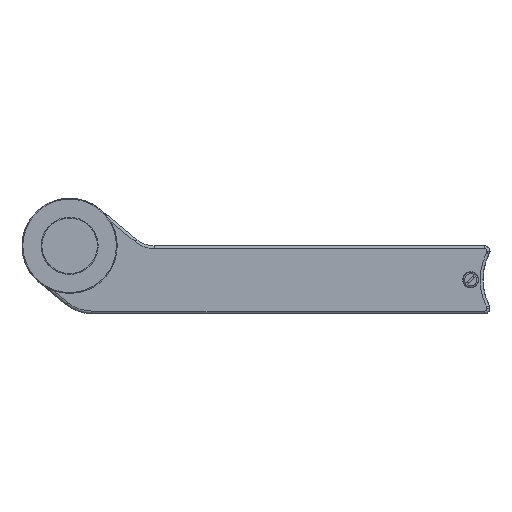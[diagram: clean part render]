
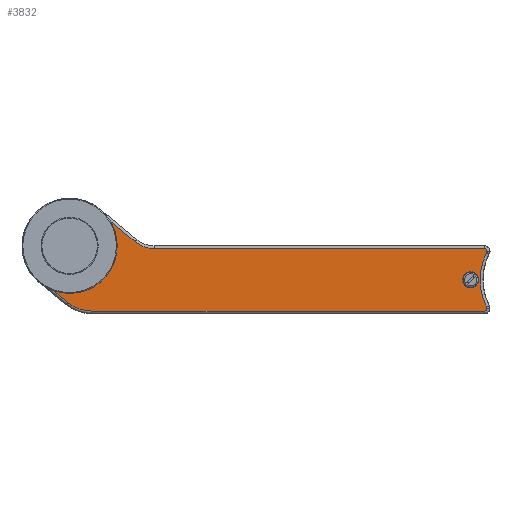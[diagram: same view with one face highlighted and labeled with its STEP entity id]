
A CAD part, left-side view. The second image highlights one B-rep face of the part: STEP entity #3832.
In plain terms, the highlighted planar face has unit normal (-1, 0, 0).
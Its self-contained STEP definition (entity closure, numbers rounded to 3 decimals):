
#95 = PLANE ( 'NONE',  #205 ) ;
#97 = FACE_OUTER_BOUND ( 'NONE', #3544, .T. ) ;
#99 = DIRECTION ( 'NONE',  ( 0., 0., -1. ) ) ;
#100 = DIRECTION ( 'NONE',  ( 1., 0., 0. ) ) ;
#101 = CARTESIAN_POINT ( 'NONE',  ( -182., 0., 0. ) ) ;
#205 = AXIS2_PLACEMENT_3D ( 'NONE', #101, #100, #99 ) ;
#3517 = VERTEX_POINT ( 'NONE', #7500 ) ;
#3518 = ORIENTED_EDGE ( 'NONE', *, *, #3519, .T. ) ;
#3519 = EDGE_CURVE ( 'NONE', #6856, #3536, #7494, .T. ) ;
#3521 = ORIENTED_EDGE ( 'NONE', *, *, #6816, .T. ) ;
#3522 = ORIENTED_EDGE ( 'NONE', *, *, #6640, .T. ) ;
#3523 = ORIENTED_EDGE ( 'NONE', *, *, #3553, .T. ) ;
#3525 = ORIENTED_EDGE ( 'NONE', *, *, #3547, .T. ) ;
#3530 = EDGE_CURVE ( 'NONE', #6878, #3537, #7409, .T. ) ;
#3531 = EDGE_CURVE ( 'NONE', #3557, #3517, #7405, .T. ) ;
#3532 = ORIENTED_EDGE ( 'NONE', *, *, #3533, .T. ) ;
#3533 = EDGE_CURVE ( 'NONE', #3517, #6792, #7401, .T. ) ;
#3534 = VERTEX_POINT ( 'NONE', #7396 ) ;
#3535 = ORIENTED_EDGE ( 'NONE', *, *, #3540, .T. ) ;
#3536 = VERTEX_POINT ( 'NONE', #7395 ) ;
#3537 = VERTEX_POINT ( 'NONE', #7394 ) ;
#3538 = ORIENTED_EDGE ( 'NONE', *, *, #3530, .T. ) ;
#3539 = VERTEX_POINT ( 'NONE', #7393 ) ;
#3540 = EDGE_CURVE ( 'NONE', #3537, #3557, #7392, .T. ) ;
#3541 = ORIENTED_EDGE ( 'NONE', *, *, #3531, .T. ) ;
#3544 = EDGE_LOOP ( 'NONE', ( #3523, #3525, #3522, #3521, #3538, #3535, #3541, #3532, #3555, #3556, #3545, #3552, #3518 ) ) ;
#3545 = ORIENTED_EDGE ( 'NONE', *, *, #3551, .T. ) ;
#3546 = EDGE_CURVE ( 'NONE', #6787, #3534, #7387, .T. ) ;
#3547 = EDGE_CURVE ( 'NONE', #3539, #6658, #7318, .T. ) ;
#3551 = EDGE_CURVE ( 'NONE', #3534, #6857, #7305, .T. ) ;
#3552 = ORIENTED_EDGE ( 'NONE', *, *, #6789, .T. ) ;
#3553 = EDGE_CURVE ( 'NONE', #3536, #3539, #7300, .T. ) ;
#3554 = EDGE_CURVE ( 'NONE', #6887, #6892, #7295, .T. ) ;
#3555 = ORIENTED_EDGE ( 'NONE', *, *, #6850, .T. ) ;
#3556 = ORIENTED_EDGE ( 'NONE', *, *, #3546, .T. ) ;
#3557 = VERTEX_POINT ( 'NONE', #7290 ) ;
#3560 = ORIENTED_EDGE ( 'NONE', *, *, #6886, .T. ) ;
#3832 = ADVANCED_FACE ( 'NONE', ( #10332, #97 ), #95, .F. ) ;
#3833 = ORIENTED_EDGE ( 'NONE', *, *, #3554, .T. ) ;
#3837 = EDGE_LOOP ( 'NONE', ( #3833, #3560 ) ) ;
#6640 = EDGE_CURVE ( 'NONE', #6658, #6817, #9119, .T. ) ;
#6658 = VERTEX_POINT ( 'NONE', #9262 ) ;
#6787 = VERTEX_POINT ( 'NONE', #9418 ) ;
#6789 = EDGE_CURVE ( 'NONE', #6857, #6856, #9412, .T. ) ;
#6792 = VERTEX_POINT ( 'NONE', #9468 ) ;
#6816 = EDGE_CURVE ( 'NONE', #6817, #6878, #9362, .T. ) ;
#6817 = VERTEX_POINT ( 'NONE', #9353 ) ;
#6850 = EDGE_CURVE ( 'NONE', #6792, #6787, #9334, .T. ) ;
#6856 = VERTEX_POINT ( 'NONE', #9323 ) ;
#6857 = VERTEX_POINT ( 'NONE', #9322 ) ;
#6878 = VERTEX_POINT ( 'NONE', #9558 ) ;
#6886 = EDGE_CURVE ( 'NONE', #6892, #6887, #9640, .T. ) ;
#6887 = VERTEX_POINT ( 'NONE', #9570 ) ;
#6892 = VERTEX_POINT ( 'NONE', #9564 ) ;
#7290 = CARTESIAN_POINT ( 'NONE',  ( -182., 24., -8.193 ) ) ;
#7291 = DIRECTION ( 'NONE',  ( 0., 0., -1. ) ) ;
#7292 = DIRECTION ( 'NONE',  ( 1., 0., 0. ) ) ;
#7293 = CARTESIAN_POINT ( 'NONE',  ( -182., 12.5, -147.5 ) ) ;
#7294 = AXIS2_PLACEMENT_3D ( 'NONE', #7293, #7292, #7291 ) ;
#7295 = CIRCLE ( 'NONE', #7294, 3. ) ;
#7296 = DIRECTION ( 'NONE',  ( 0., 0., -1. ) ) ;
#7297 = DIRECTION ( 'NONE',  ( 1., 0., 0. ) ) ;
#7298 = CARTESIAN_POINT ( 'NONE',  ( -182., -10., -31.092 ) ) ;
#7299 = AXIS2_PLACEMENT_3D ( 'NONE', #7298, #7297, #7296 ) ;
#7300 = CIRCLE ( 'NONE', #7299, 11. ) ;
#7301 = DIRECTION ( 'NONE',  ( 0., 0., -1. ) ) ;
#7302 = DIRECTION ( 'NONE',  ( -1., 0., 0. ) ) ;
#7303 = CARTESIAN_POINT ( 'NONE',  ( -182., 2., -152.5 ) ) ;
#7304 = AXIS2_PLACEMENT_3D ( 'NONE', #7303, #7302, #7301 ) ;
#7305 = CIRCLE ( 'NONE', #7304, 1. ) ;
#7315 = DIRECTION ( 'NONE',  ( 0., -0.636, 0.771 ) ) ;
#7316 = VECTOR ( 'NONE', #7315, 1000. ) ;
#7317 = CARTESIAN_POINT ( 'NONE',  ( -182., -12.728, -10.5 ) ) ;
#7318 = LINE ( 'NONE', #7317, #7316 ) ;
#7319 = DIRECTION ( 'NONE',  ( 0., 0., -1. ) ) ;
#7320 = DIRECTION ( 'NONE',  ( 1., 0., 0. ) ) ;
#7321 = AXIS2_PLACEMENT_3D ( 'NONE', #7386, #7320, #7319 ) ;
#7386 = CARTESIAN_POINT ( 'NONE',  ( -182., 12.5, -173.3 ) ) ;
#7387 = CIRCLE ( 'NONE', #7321, 22.3 ) ;
#7388 = DIRECTION ( 'NONE',  ( 0., 0., -1. ) ) ;
#7389 = DIRECTION ( 'NONE',  ( -1., 0., 0. ) ) ;
#7390 = CARTESIAN_POINT ( 'NONE',  ( -182., 10., -8.193 ) ) ;
#7391 = AXIS2_PLACEMENT_3D ( 'NONE', #7390, #7389, #7388 ) ;
#7392 = CIRCLE ( 'NONE', #7391, 14. ) ;
#7393 = CARTESIAN_POINT ( 'NONE',  ( -182., -1.515, -24.092 ) ) ;
#7394 = CARTESIAN_POINT ( 'NONE',  ( -182., 20.799, 0.716 ) ) ;
#7395 = CARTESIAN_POINT ( 'NONE',  ( -182., 1., -31.092 ) ) ;
#7396 = CARTESIAN_POINT ( 'NONE',  ( -182., 2.451, -153.393 ) ) ;
#7397 = DIRECTION ( 'NONE',  ( 0., 0., -1. ) ) ;
#7398 = DIRECTION ( 'NONE',  ( -1., 0., 0. ) ) ;
#7399 = CARTESIAN_POINT ( 'NONE',  ( -182., 23., -152.5 ) ) ;
#7400 = AXIS2_PLACEMENT_3D ( 'NONE', #7399, #7398, #7397 ) ;
#7401 = CIRCLE ( 'NONE', #7400, 1. ) ;
#7402 = DIRECTION ( 'NONE',  ( 0., 0., -1. ) ) ;
#7403 = VECTOR ( 'NONE', #7402, 1000. ) ;
#7404 = CARTESIAN_POINT ( 'NONE',  ( -182., 24., 0. ) ) ;
#7405 = LINE ( 'NONE', #7404, #7403 ) ;
#7406 = DIRECTION ( 'NONE',  ( 0., 0.636, -0.771 ) ) ;
#7407 = VECTOR ( 'NONE', #7406, 1000. ) ;
#7408 = CARTESIAN_POINT ( 'NONE',  ( -182., 12.728, 10.5 ) ) ;
#7409 = LINE ( 'NONE', #7408, #7407 ) ;
#7491 = DIRECTION ( 'NONE',  ( 0., 0., 1. ) ) ;
#7492 = VECTOR ( 'NONE', #7491, 1000. ) ;
#7493 = CARTESIAN_POINT ( 'NONE',  ( -182., 1., 0. ) ) ;
#7494 = LINE ( 'NONE', #7493, #7492 ) ;
#7500 = CARTESIAN_POINT ( 'NONE',  ( -182., 24., -152.5 ) ) ;
#9115 = DIRECTION ( 'NONE',  ( 0., 0., -1. ) ) ;
#9116 = DIRECTION ( 'NONE',  ( 1., 0., 0. ) ) ;
#9117 = CARTESIAN_POINT ( 'NONE',  ( -182., 0., 0. ) ) ;
#9118 = AXIS2_PLACEMENT_3D ( 'NONE', #9117, #9116, #9115 ) ;
#9119 = CIRCLE ( 'NONE', #9118, 17.5 ) ;
#9262 = CARTESIAN_POINT ( 'NONE',  ( -182., -9.017, -14.998 ) ) ;
#9322 = CARTESIAN_POINT ( 'NONE',  ( -182., 2., -153.5 ) ) ;
#9323 = CARTESIAN_POINT ( 'NONE',  ( -182., 1., -152.5 ) ) ;
#9330 = DIRECTION ( 'NONE',  ( 0., 0., -1. ) ) ;
#9331 = DIRECTION ( 'NONE',  ( -1., 0., 0. ) ) ;
#9332 = CARTESIAN_POINT ( 'NONE',  ( -182., 23., -152.5 ) ) ;
#9333 = AXIS2_PLACEMENT_3D ( 'NONE', #9332, #9331, #9330 ) ;
#9334 = CIRCLE ( 'NONE', #9333, 1. ) ;
#9353 = CARTESIAN_POINT ( 'NONE',  ( -182., 0., -17.5 ) ) ;
#9354 = DIRECTION ( 'NONE',  ( 0., 0., -1. ) ) ;
#9355 = DIRECTION ( 'NONE',  ( 1., 0., 0. ) ) ;
#9356 = CARTESIAN_POINT ( 'NONE',  ( -182., 0., 0. ) ) ;
#9357 = AXIS2_PLACEMENT_3D ( 'NONE', #9356, #9355, #9354 ) ;
#9362 = CIRCLE ( 'NONE', #9357, 17.5 ) ;
#9408 = DIRECTION ( 'NONE',  ( 0., 0., -1. ) ) ;
#9409 = DIRECTION ( 'NONE',  ( -1., 0., 0. ) ) ;
#9410 = CARTESIAN_POINT ( 'NONE',  ( -182., 2., -152.5 ) ) ;
#9411 = AXIS2_PLACEMENT_3D ( 'NONE', #9410, #9409, #9408 ) ;
#9412 = CIRCLE ( 'NONE', #9411, 1. ) ;
#9418 = CARTESIAN_POINT ( 'NONE',  ( -182., 22.549, -153.393 ) ) ;
#9468 = CARTESIAN_POINT ( 'NONE',  ( -182., 23., -153.5 ) ) ;
#9558 = CARTESIAN_POINT ( 'NONE',  ( -182., 16.439, 6.002 ) ) ;
#9564 = CARTESIAN_POINT ( 'NONE',  ( -182., 12.5, -144.5 ) ) ;
#9570 = CARTESIAN_POINT ( 'NONE',  ( -182., 12.5, -150.5 ) ) ;
#9571 = DIRECTION ( 'NONE',  ( 0., 0., -1. ) ) ;
#9572 = DIRECTION ( 'NONE',  ( 1., 0., 0. ) ) ;
#9573 = CARTESIAN_POINT ( 'NONE',  ( -182., 12.5, -147.5 ) ) ;
#9574 = AXIS2_PLACEMENT_3D ( 'NONE', #9573, #9572, #9571 ) ;
#9640 = CIRCLE ( 'NONE', #9574, 3. ) ;
#10332 = FACE_BOUND ( 'NONE', #3837, .T. ) ;
